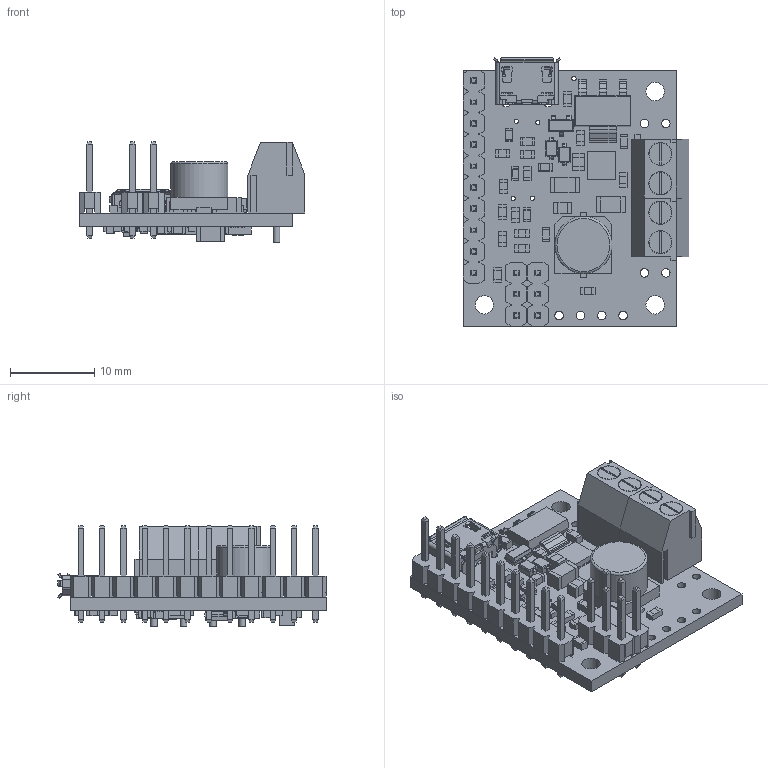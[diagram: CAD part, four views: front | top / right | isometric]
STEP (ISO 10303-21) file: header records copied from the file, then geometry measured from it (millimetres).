
FILE_DESCRIPTION (( 'STEP AP214' ), '1' );
FILE_NAME ('jrk-g2-21v3-usb-motor-controller-with-feedback.step', '2018-07-19T21:21:27', ( '' ), ( '' ), 'SwSTEP 2.0', 'SolidWorks 2016', '' );
FILE_SCHEMA (( 'AUTOMOTIVE_DESIGN' ));
Length unit declared in the file: millimetre
Products named in the file (1): jrk-g2-21v3-usb-motor-controller-with-feedback
Bounding box: 26.89 x 31.95 x 12 mm (x, y, z)
Volume: 2521 mm3; surface area: 4994.7 mm2
Topology: 6 solids, 6 shells, 2864 faces, 7840 edges, 5038 vertices
Faces by surface type: plane 2259, cylinder 411, bspline 171, torus 13, cone 6, sphere 4
Full cylindrical faces by diameter (mm): 0.508 x7, 0.8 x4, 1.016 x24, 1.524 x4, 2 x8, 2.184 x3, 2.65 x4, 2.75 x4, 6.8 x1
Entity records: 126783 total; most frequent: CARTESIAN_POINT 23732, ORIENTED_EDGE 15504, DIRECTION 13386, EDGE_CURVE 7752, LINE 6406, VECTOR 6406, VERTEX_POINT 5018, AXIS2_PLACEMENT_3D 3490
